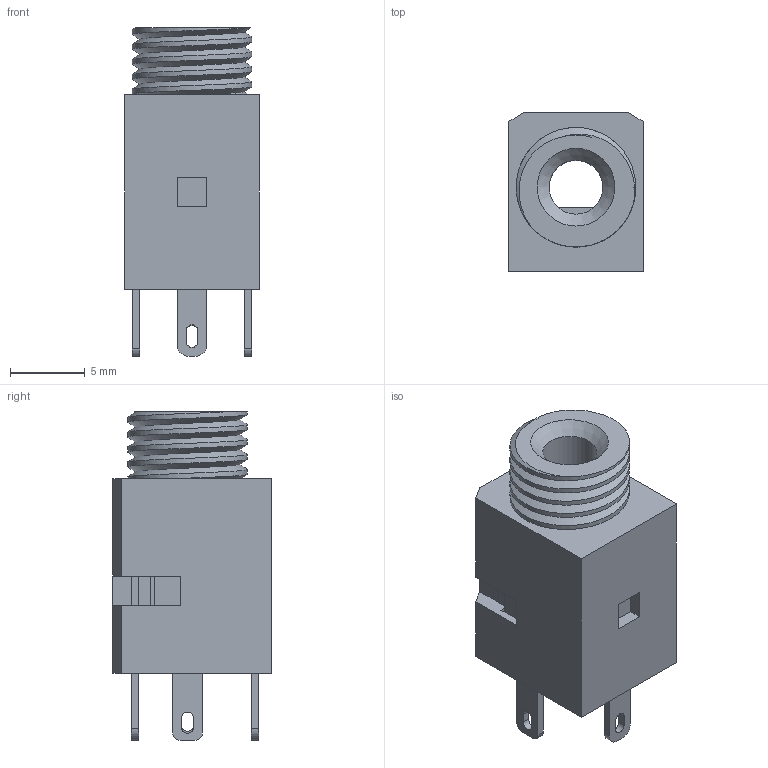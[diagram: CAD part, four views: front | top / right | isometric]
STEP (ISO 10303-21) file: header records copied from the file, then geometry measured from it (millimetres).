
FILE_DESCRIPTION(('FreeCAD Model'),'2;1');
FILE_NAME( 'PJ3410.step', '2021-03-19T21:51:15',('Author'),(''), 'Open CASCADE STEP processor 7.3','FreeCAD','Unknown');
FILE_SCHEMA(('AUTOMOTIVE_DESIGN { 1 0 10303 214 1 1 1 1 }'));
Length unit declared in the file: millimetre
Products named in the file (5): Fusion; R?; R; S; RN
Bounding box: 9 x 10.6 x 22 mm (x, y, z)
Volume: 890.7 mm3; surface area: 2284.3 mm2
Topology: 5 solids, 5 shells, 190 faces, 494 edges, 308 vertices
Faces by surface type: plane 143, cylinder 33, bspline 13, cone 1
Full cylindrical faces by diameter (mm): 3.6 x3, 8 x3
Entity records: 16033 total; most frequent: CARTESIAN_POINT 6114, DIRECTION 1762, LINE 1256, VECTOR 1256, ORIENTED_EDGE 988, PCURVE 988, DEFINITIONAL_REPRESENTATION 988, EDGE_CURVE 494
